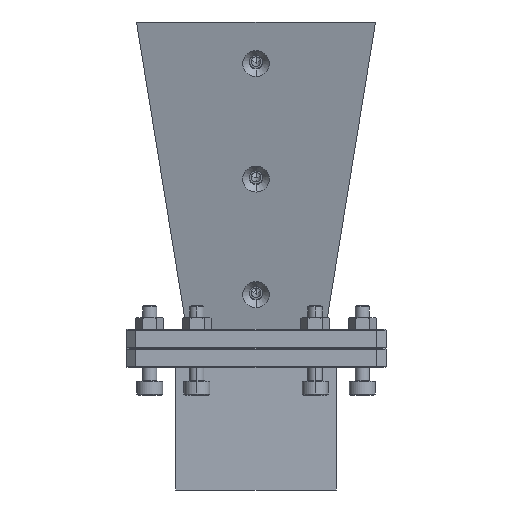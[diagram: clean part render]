
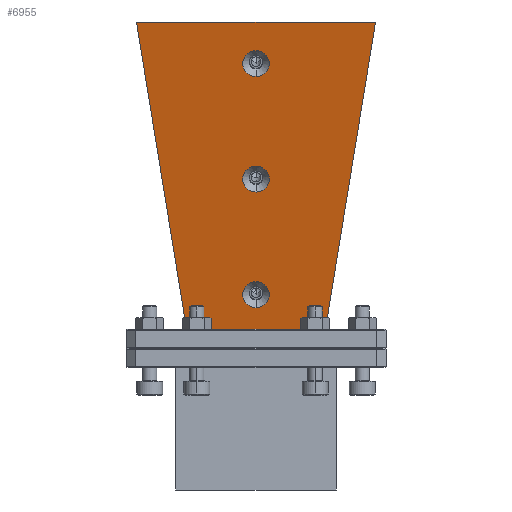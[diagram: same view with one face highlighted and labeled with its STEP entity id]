
A CAD part, front view. The second image highlights one B-rep face of the part: STEP entity #6955.
In plain terms, the highlighted planar face has unit normal (0, -0.978, -0.21).
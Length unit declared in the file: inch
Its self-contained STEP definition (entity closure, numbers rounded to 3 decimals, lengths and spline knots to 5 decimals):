
#98 = AXIS2_PLACEMENT_3D ( 'NONE', #10530, #1228, #2743 ) ;
#112 = DIRECTION ( 'NONE',  ( 0., -0.978, -0.21 ) ) ;
#358 = CARTESIAN_POINT ( 'NONE',  ( 0., -0.7969, 3.50153 ) ) ;
#647 = CARTESIAN_POINT ( 'NONE',  ( 0., -0.58982, 2.53931 ) ) ;
#954 = DIRECTION ( 'NONE',  ( -0.157, 0.208, -0.965 ) ) ;
#1151 = DIRECTION ( 'NONE',  ( 0., 0.21, -0.978 ) ) ;
#1228 = DIRECTION ( 'NONE',  ( 0., -0.978, -0.21 ) ) ;
#1854 = VERTEX_POINT ( 'NONE', #9063 ) ;
#2047 = CARTESIAN_POINT ( 'NONE',  ( 0.75498, -0.53126, 2.26722 ) ) ;
#2302 = ORIENTED_EDGE ( 'NONE', *, *, #17529, .F. ) ;
#2417 = VECTOR ( 'NONE', #13978, 39.37008 ) ;
#2574 = VERTEX_POINT ( 'NONE', #3045 ) ;
#2743 = DIRECTION ( 'NONE',  ( 0., 0.21, -0.978 ) ) ;
#3009 = VERTEX_POINT ( 'NONE', #18806 ) ;
#3045 = CARTESIAN_POINT ( 'NONE',  ( -0.99513, -0.84826, 3.74016 ) ) ;
#3188 = AXIS2_PLACEMENT_3D ( 'NONE', #9933, #11051, #7961 ) ;
#3230 = EDGE_CURVE ( 'NONE', #8553, #19001, #13129, .T. ) ;
#3241 = AXIS2_PLACEMENT_3D ( 'NONE', #18448, #11203, #18205 ) ;
#3260 = CIRCLE ( 'NONE', #98, 0.11024 ) ;
#3637 = CARTESIAN_POINT ( 'NONE',  ( 0., -0.29751, 1.1811 ) ) ;
#4076 = LINE ( 'NONE', #17626, #16404 ) ;
#4332 = FACE_OUTER_BOUND ( 'NONE', #6796, .T. ) ;
#4350 = ORIENTED_EDGE ( 'NONE', *, *, #8914, .F. ) ;
#5066 = ORIENTED_EDGE ( 'NONE', *, *, #5299, .F. ) ;
#5086 = CARTESIAN_POINT ( 'NONE',  ( 0., -0.35954, 1.46932 ) ) ;
#5213 = CARTESIAN_POINT ( 'NONE',  ( -0.7538, -0.52971, 2.26001 ) ) ;
#5299 = EDGE_CURVE ( 'NONE', #10560, #14575, #11918, .T. ) ;
#5311 = EDGE_CURVE ( 'NONE', #3009, #7775, #18280, .T. ) ;
#5393 = DIRECTION ( 'NONE',  ( -1., 0., 0. ) ) ;
#5471 = AXIS2_PLACEMENT_3D ( 'NONE', #10397, #112, #8949 ) ;
#6244 = AXIS2_PLACEMENT_3D ( 'NONE', #14225, #14359, #1151 ) ;
#6658 = VECTOR ( 'NONE', #954, 39.37008 ) ;
#6663 = EDGE_LOOP ( 'NONE', ( #4350, #5066 ) ) ;
#6796 = EDGE_LOOP ( 'NONE', ( #9350, #11427, #16572, #15763 ) ) ;
#6955 = ADVANCED_FACE ( 'NONE', ( #10928, #17384, #17534, #4332 ), #18417, .F. ) ;
#7775 = VERTEX_POINT ( 'NONE', #16062 ) ;
#7961 = DIRECTION ( 'NONE',  ( 1., 0., 0. ) ) ;
#8553 = VERTEX_POINT ( 'NONE', #15760 ) ;
#8758 = DIRECTION ( 'NONE',  ( 0., 0.21, -0.978 ) ) ;
#8914 = EDGE_CURVE ( 'NONE', #14575, #10560, #9157, .T. ) ;
#8949 = DIRECTION ( 'NONE',  ( 0., 0.21, -0.978 ) ) ;
#8968 = EDGE_CURVE ( 'NONE', #2574, #7775, #9095, .T. ) ;
#9063 = CARTESIAN_POINT ( 'NONE',  ( 0., -0.75052, 3.28599 ) ) ;
#9095 = LINE ( 'NONE', #5213, #2417 ) ;
#9157 = CIRCLE ( 'NONE', #18837, 0.11024 ) ;
#9350 = ORIENTED_EDGE ( 'NONE', *, *, #5311, .F. ) ;
#9775 = ORIENTED_EDGE ( 'NONE', *, *, #3230, .F. ) ;
#9889 = ORIENTED_EDGE ( 'NONE', *, *, #13985, .F. ) ;
#9933 = CARTESIAN_POINT ( 'NONE',  ( 0., -0.55499, 2.37747 ) ) ;
#10397 = CARTESIAN_POINT ( 'NONE',  ( 0., -0.56662, 2.43154 ) ) ;
#10530 = CARTESIAN_POINT ( 'NONE',  ( 0., -0.77371, 3.39376 ) ) ;
#10545 = EDGE_LOOP ( 'NONE', ( #2302, #16626 ) ) ;
#10560 = VERTEX_POINT ( 'NONE', #11526 ) ;
#10928 = FACE_BOUND ( 'NONE', #10545, .T. ) ;
#11049 = DIRECTION ( 'NONE',  ( 0., 0.21, -0.978 ) ) ;
#11051 = DIRECTION ( 'NONE',  ( 0., 0.978, 0.21 ) ) ;
#11203 = DIRECTION ( 'NONE',  ( 0., -0.978, -0.21 ) ) ;
#11271 = CIRCLE ( 'NONE', #6244, 0.11024 ) ;
#11427 = ORIENTED_EDGE ( 'NONE', *, *, #17461, .F. ) ;
#11526 = CARTESIAN_POINT ( 'NONE',  ( 0., -0.38273, 1.57709 ) ) ;
#11610 = EDGE_LOOP ( 'NONE', ( #9775, #9889 ) ) ;
#11636 = VECTOR ( 'NONE', #5393, 39.37008 ) ;
#11918 = CIRCLE ( 'NONE', #16233, 0.11024 ) ;
#12116 = DIRECTION ( 'NONE',  ( 1., 0., 0. ) ) ;
#12714 = DIRECTION ( 'NONE',  ( 0., -0.978, -0.21 ) ) ;
#12912 = CIRCLE ( 'NONE', #3241, 0.11024 ) ;
#13129 = CIRCLE ( 'NONE', #5471, 0.11024 ) ;
#13266 = VERTEX_POINT ( 'NONE', #358 ) ;
#13978 = DIRECTION ( 'NONE',  ( 0.157, 0.208, -0.965 ) ) ;
#13985 = EDGE_CURVE ( 'NONE', #19001, #8553, #11271, .T. ) ;
#14225 = CARTESIAN_POINT ( 'NONE',  ( 0., -0.56662, 2.43154 ) ) ;
#14359 = DIRECTION ( 'NONE',  ( 0., -0.978, -0.21 ) ) ;
#14558 = CARTESIAN_POINT ( 'NONE',  ( 0.99513, -0.84826, 3.74016 ) ) ;
#14575 = VERTEX_POINT ( 'NONE', #15330 ) ;
#15330 = CARTESIAN_POINT ( 'NONE',  ( 0., -0.33634, 1.36155 ) ) ;
#15760 = CARTESIAN_POINT ( 'NONE',  ( 0., -0.54343, 2.32377 ) ) ;
#15763 = ORIENTED_EDGE ( 'NONE', *, *, #8968, .T. ) ;
#15777 = EDGE_CURVE ( 'NONE', #13266, #1854, #3260, .T. ) ;
#16062 = CARTESIAN_POINT ( 'NONE',  ( -0.5779, -0.29751, 1.1811 ) ) ;
#16164 = EDGE_CURVE ( 'NONE', #2574, #17735, #4076, .T. ) ;
#16233 = AXIS2_PLACEMENT_3D ( 'NONE', #18548, #17212, #8758 ) ;
#16404 = VECTOR ( 'NONE', #12116, 39.37008 ) ;
#16572 = ORIENTED_EDGE ( 'NONE', *, *, #16164, .F. ) ;
#16626 = ORIENTED_EDGE ( 'NONE', *, *, #15777, .F. ) ;
#17212 = DIRECTION ( 'NONE',  ( 0., -0.978, -0.21 ) ) ;
#17384 = FACE_BOUND ( 'NONE', #11610, .T. ) ;
#17461 = EDGE_CURVE ( 'NONE', #17735, #3009, #18999, .T. ) ;
#17529 = EDGE_CURVE ( 'NONE', #1854, #13266, #12912, .T. ) ;
#17534 = FACE_BOUND ( 'NONE', #6663, .T. ) ;
#17626 = CARTESIAN_POINT ( 'NONE',  ( 0., -0.84826, 3.74016 ) ) ;
#17735 = VERTEX_POINT ( 'NONE', #14558 ) ;
#18205 = DIRECTION ( 'NONE',  ( 0., 0.21, -0.978 ) ) ;
#18280 = LINE ( 'NONE', #3637, #11636 ) ;
#18417 = PLANE ( 'NONE',  #3188 ) ;
#18448 = CARTESIAN_POINT ( 'NONE',  ( 0., -0.77371, 3.39376 ) ) ;
#18548 = CARTESIAN_POINT ( 'NONE',  ( 0., -0.35954, 1.46932 ) ) ;
#18806 = CARTESIAN_POINT ( 'NONE',  ( 0.5779, -0.29751, 1.1811 ) ) ;
#18837 = AXIS2_PLACEMENT_3D ( 'NONE', #5086, #12714, #11049 ) ;
#18999 = LINE ( 'NONE', #2047, #6658 ) ;
#19001 = VERTEX_POINT ( 'NONE', #647 ) ;
